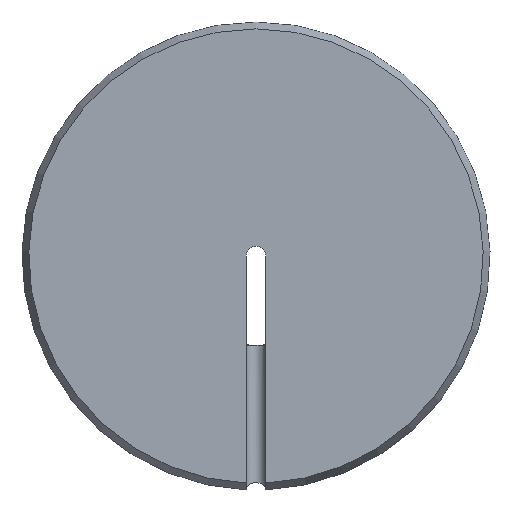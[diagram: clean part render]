
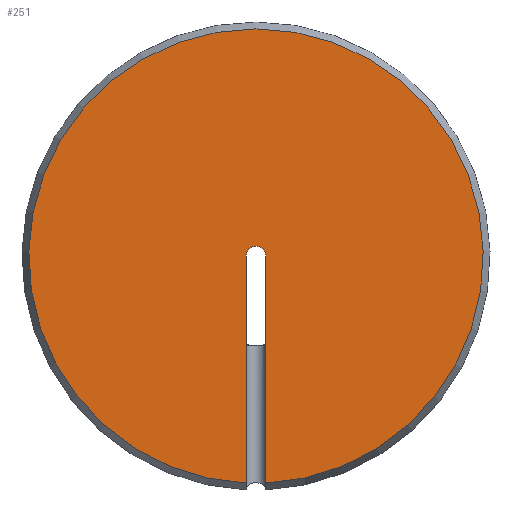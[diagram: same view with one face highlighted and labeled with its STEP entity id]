
A CAD part, front view. The second image highlights one B-rep face of the part: STEP entity #251.
In plain terms, the highlighted planar face has unit normal (0, -1, 0).
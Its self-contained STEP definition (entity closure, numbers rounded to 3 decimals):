
#39=FACE_OUTER_BOUND('',#54,.T.);
#54=EDGE_LOOP('',(#216,#217,#218,#219));
#73=LINE('',#470,#90);
#74=LINE('',#476,#91);
#90=VECTOR('',#351,10.);
#91=VECTOR('',#354,10.);
#102=CIRCLE('',#286,3.);
#104=CIRCLE('',#291,69.833);
#122=VERTEX_POINT('',#456);
#123=VERTEX_POINT('',#457);
#126=VERTEX_POINT('',#465);
#127=VERTEX_POINT('',#472);
#152=EDGE_CURVE('',#122,#123,#102,.T.);
#158=EDGE_CURVE('',#126,#122,#73,.T.);
#160=EDGE_CURVE('',#123,#127,#74,.T.);
#162=EDGE_CURVE('',#126,#127,#104,.T.);
#216=ORIENTED_EDGE('',*,*,#158,.T.);
#217=ORIENTED_EDGE('',*,*,#152,.T.);
#218=ORIENTED_EDGE('',*,*,#160,.T.);
#219=ORIENTED_EDGE('',*,*,#162,.F.);
#239=PLANE('',#290);
#251=ADVANCED_FACE('',(#39),#239,.T.);
#286=AXIS2_PLACEMENT_3D('',#458,#342,#343);
#290=AXIS2_PLACEMENT_3D('',#478,#356,#357);
#291=AXIS2_PLACEMENT_3D('',#479,#358,#359);
#342=DIRECTION('center_axis',(0.,1.,0.));
#343=DIRECTION('ref_axis',(1.,0.,0.));
#351=DIRECTION('',(0.,0.,1.));
#354=DIRECTION('',(0.,0.,-1.));
#356=DIRECTION('center_axis',(0.,-1.,0.));
#357=DIRECTION('ref_axis',(0.,0.,-1.));
#358=DIRECTION('center_axis',(0.,1.,0.));
#359=DIRECTION('ref_axis',(0.,0.,1.));
#456=CARTESIAN_POINT('',(-3.,0.,-70.));
#457=CARTESIAN_POINT('',(3.,0.,-70.));
#458=CARTESIAN_POINT('Origin',(0.,0.,-70.));
#465=CARTESIAN_POINT('',(-3.,0.,-139.769));
#470=CARTESIAN_POINT('',(-3.,0.,-110.));
#472=CARTESIAN_POINT('',(3.,0.,-139.769));
#476=CARTESIAN_POINT('',(3.,0.,-70.));
#478=CARTESIAN_POINT('Origin',(0.,0.,-70.));
#479=CARTESIAN_POINT('Origin',(0.,0.,-70.));
